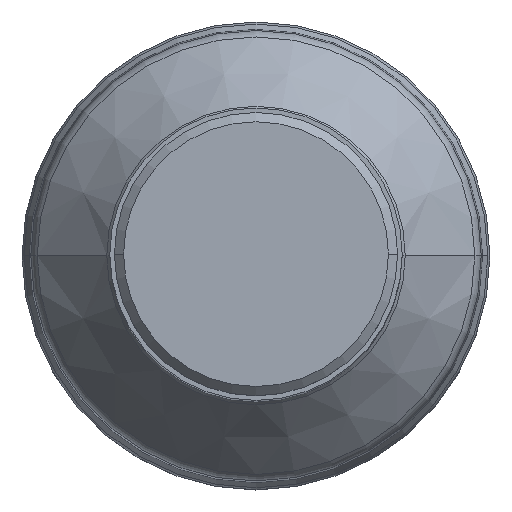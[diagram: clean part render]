
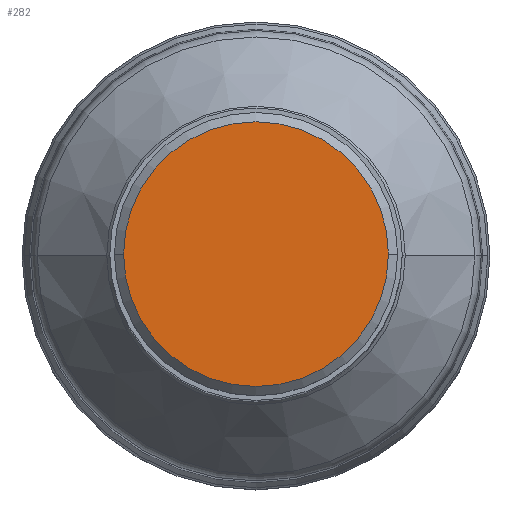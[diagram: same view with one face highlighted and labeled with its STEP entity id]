
A CAD part, top view. The second image highlights one B-rep face of the part: STEP entity #282.
In plain terms, the highlighted planar face has unit normal (0, 0, 1).
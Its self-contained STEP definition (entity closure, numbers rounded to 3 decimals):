
#35=PLANE('',#2256);
#282=ADVANCED_FACE('',(#404),#35,.F.);
#404=FACE_OUTER_BOUND('',#518,.T.);
#518=EDGE_LOOP('',(#1003,#1004,#1005,#1006));
#1003=ORIENTED_EDGE('',*,*,#1403,.T.);
#1004=ORIENTED_EDGE('',*,*,#1401,.T.);
#1005=ORIENTED_EDGE('',*,*,#1400,.T.);
#1006=ORIENTED_EDGE('',*,*,#1404,.T.);
#1153=VERTEX_POINT('',#4825);
#1154=VERTEX_POINT('',#4827);
#1155=VERTEX_POINT('',#4829);
#1156=VERTEX_POINT('',#4833);
#1400=EDGE_CURVE('',#1154,#1153,#1691,.T.);
#1401=EDGE_CURVE('',#1155,#1154,#1692,.T.);
#1403=EDGE_CURVE('',#1156,#1155,#1693,.T.);
#1404=EDGE_CURVE('',#1153,#1156,#1694,.T.);
#1691=CIRCLE('',#2250,14.375);
#1692=CIRCLE('',#2251,14.375);
#1693=CIRCLE('',#2253,14.375);
#1694=CIRCLE('',#2254,14.375);
#2250=AXIS2_PLACEMENT_3D('',#4826,#2850,#2851);
#2251=AXIS2_PLACEMENT_3D('',#4828,#2852,#2853);
#2253=AXIS2_PLACEMENT_3D('',#4832,#2857,#2858);
#2254=AXIS2_PLACEMENT_3D('',#4834,#2859,#2860);
#2256=AXIS2_PLACEMENT_3D('',#4836,#2863,#2864);
#2850=DIRECTION('',(0.,0.,1.));
#2851=DIRECTION('',(0.,-1.,0.));
#2852=DIRECTION('',(0.,0.,1.));
#2853=DIRECTION('',(-1.,0.,0.));
#2857=DIRECTION('',(0.,0.,1.));
#2858=DIRECTION('',(0.,1.,0.));
#2859=DIRECTION('',(0.,0.,1.));
#2860=DIRECTION('',(1.,0.,0.));
#2863=DIRECTION('',(0.,0.,-1.));
#2864=DIRECTION('',(1.,0.,0.));
#4825=CARTESIAN_POINT('',(14.375,0.,0.));
#4826=CARTESIAN_POINT('',(0.,0.,0.));
#4827=CARTESIAN_POINT('',(0.,-14.375,0.));
#4828=CARTESIAN_POINT('',(0.,0.,0.));
#4829=CARTESIAN_POINT('',(-14.375,0.,0.));
#4832=CARTESIAN_POINT('',(0.,0.,0.));
#4833=CARTESIAN_POINT('',(0.,14.375,0.));
#4834=CARTESIAN_POINT('',(0.,0.,0.));
#4836=CARTESIAN_POINT('',(0.,0.,0.));
